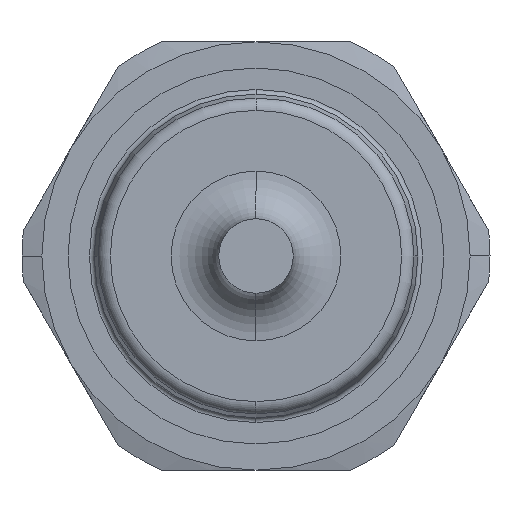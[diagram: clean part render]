
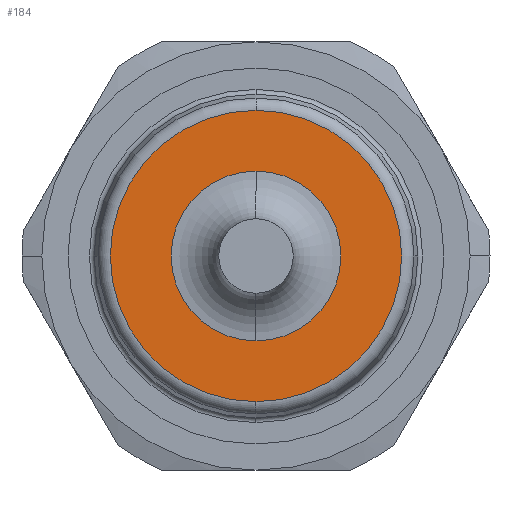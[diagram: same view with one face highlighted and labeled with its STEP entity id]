
A CAD part, left-side view. The second image highlights one B-rep face of the part: STEP entity #184.
In plain terms, the highlighted planar face has unit normal (-1, 0, 0).
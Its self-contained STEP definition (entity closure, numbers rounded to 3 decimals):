
#184 = ADVANCED_FACE( '', ( #413, #414 ), #415, .T. );
#413 = FACE_BOUND( '', #646, .T. );
#414 = FACE_OUTER_BOUND( '', #647, .T. );
#415 = PLANE( '', #648 );
#646 = EDGE_LOOP( '', ( #1505, #1506, #1507 ) );
#647 = EDGE_LOOP( '', ( #1508, #1509, #1510 ) );
#648 = AXIS2_PLACEMENT_3D( '', #1511, #1512, #1513 );
#1505 = ORIENTED_EDGE( '', *, *, #1803, .F. );
#1506 = ORIENTED_EDGE( '', *, *, #1804, .F. );
#1507 = ORIENTED_EDGE( '', *, *, #1542, .F. );
#1508 = ORIENTED_EDGE( '', *, *, #1549, .T. );
#1509 = ORIENTED_EDGE( '', *, *, #1802, .T. );
#1510 = ORIENTED_EDGE( '', *, *, #1550, .T. );
#1511 = CARTESIAN_POINT( '', ( -25., 7.267, 0. ) );
#1512 = DIRECTION( '', ( -1., 0., 0. ) );
#1513 = DIRECTION( '', ( 0., 1., 0. ) );
#1542 = EDGE_CURVE( '', #1817, #1819, #1820, .T. );
#1549 = EDGE_CURVE( '', #1833, #1831, #1834, .T. );
#1550 = EDGE_CURVE( '', #1825, #1833, #1835, .T. );
#1802 = EDGE_CURVE( '', #1831, #1825, #2239, .T. );
#1803 = EDGE_CURVE( '', #2240, #1817, #2241, .T. );
#1804 = EDGE_CURVE( '', #1819, #2240, #2242, .T. );
#1817 = VERTEX_POINT( '', #2257 );
#1819 = VERTEX_POINT( '', #2259 );
#1820 = CIRCLE( '', #2260, 5.35 );
#1825 = VERTEX_POINT( '', #2265 );
#1831 = VERTEX_POINT( '', #2271 );
#1833 = VERTEX_POINT( '', #2273 );
#1834 = CIRCLE( '', #2274, 9.184 );
#1835 = CIRCLE( '', #2275, 9.184 );
#2239 = CIRCLE( '', #2985, 9.184 );
#2240 = VERTEX_POINT( '', #2986 );
#2241 = CIRCLE( '', #2987, 5.35 );
#2242 = CIRCLE( '', #2988, 5.35 );
#2257 = CARTESIAN_POINT( '', ( -25., 0., -5.35 ) );
#2259 = CARTESIAN_POINT( '', ( -25., 0., 5.35 ) );
#2260 = AXIS2_PLACEMENT_3D( '', #3005, #3006, #3007 );
#2265 = CARTESIAN_POINT( '', ( -25., 0., 9.184 ) );
#2271 = CARTESIAN_POINT( '', ( -25., 0., -9.184 ) );
#2273 = CARTESIAN_POINT( '', ( -25., 9.184, 0. ) );
#2274 = AXIS2_PLACEMENT_3D( '', #3026, #3027, #3028 );
#2275 = AXIS2_PLACEMENT_3D( '', #3029, #3030, #3031 );
#2985 = AXIS2_PLACEMENT_3D( '', #3533, #3534, #3535 );
#2986 = CARTESIAN_POINT( '', ( -25., 5.35, 0. ) );
#2987 = AXIS2_PLACEMENT_3D( '', #3536, #3537, #3538 );
#2988 = AXIS2_PLACEMENT_3D( '', #3539, #3540, #3541 );
#3005 = CARTESIAN_POINT( '', ( -25., 0., 0. ) );
#3006 = DIRECTION( '', ( -1., 0., 0. ) );
#3007 = DIRECTION( '', ( 0., 1., 0. ) );
#3026 = CARTESIAN_POINT( '', ( -25., 0., 0. ) );
#3027 = DIRECTION( '', ( -1., 0., 0. ) );
#3028 = DIRECTION( '', ( 0., 1., 0. ) );
#3029 = CARTESIAN_POINT( '', ( -25., 0., 0. ) );
#3030 = DIRECTION( '', ( -1., 0., 0. ) );
#3031 = DIRECTION( '', ( 0., 1., 0. ) );
#3533 = CARTESIAN_POINT( '', ( -25., 0., 0. ) );
#3534 = DIRECTION( '', ( -1., 0., 0. ) );
#3535 = DIRECTION( '', ( 0., 1., 0. ) );
#3536 = CARTESIAN_POINT( '', ( -25., 0., 0. ) );
#3537 = DIRECTION( '', ( -1., 0., 0. ) );
#3538 = DIRECTION( '', ( 0., 1., 0. ) );
#3539 = CARTESIAN_POINT( '', ( -25., 0., 0. ) );
#3540 = DIRECTION( '', ( -1., 0., 0. ) );
#3541 = DIRECTION( '', ( 0., 1., 0. ) );
